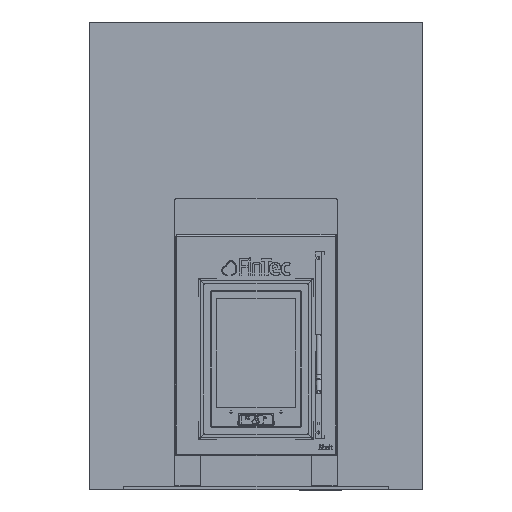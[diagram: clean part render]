
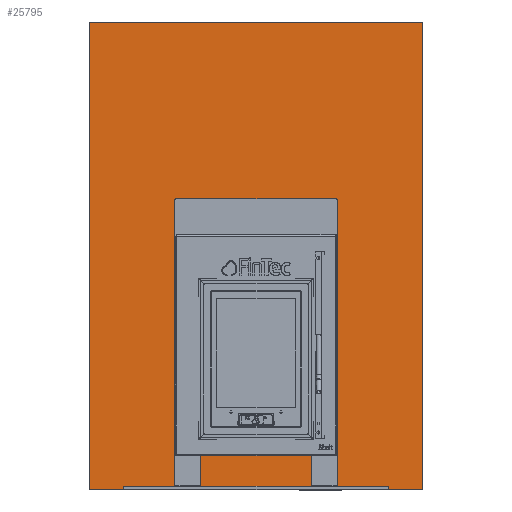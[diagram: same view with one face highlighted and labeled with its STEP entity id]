
A CAD part, top view. The second image highlights one B-rep face of the part: STEP entity #25795.
In plain terms, the highlighted planar face has unit normal (0, 0, 1).
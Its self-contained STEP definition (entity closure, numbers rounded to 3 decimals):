
#1384 = EDGE_CURVE ( 'NONE', #130935, #199868, #282398, .T. ) ;
#8307 = EDGE_CURVE ( 'NONE', #245596, #193519, #206636, .T. ) ;
#11014 = EDGE_LOOP ( 'NONE', ( #166771, #82770, #20595, #243972 ) ) ;
#12115 = DIRECTION ( 'NONE',  ( 0., -1., 0. ) ) ;
#12727 = DIRECTION ( 'NONE',  ( -1., 0., 0. ) ) ;
#12739 = CARTESIAN_POINT ( 'NONE',  ( -235., 760., 195. ) ) ;
#20595 = ORIENTED_EDGE ( 'NONE', *, *, #177323, .F. ) ;
#21189 = CARTESIAN_POINT ( 'NONE',  ( 535., -10., 195. ) ) ;
#22443 = CARTESIAN_POINT ( 'NONE',  ( 235., 150., 195. ) ) ;
#23633 = VECTOR ( 'NONE', #140341, 1000. ) ;
#23932 = VECTOR ( 'NONE', #145737, 1000. ) ;
#25795 = ADVANCED_FACE ( 'NONE', ( #199523, #252942 ), #250887, .F. ) ;
#25992 = EDGE_CURVE ( 'NONE', #103235, #52362, #163678, .T. ) ;
#28134 = VECTOR ( 'NONE', #89853, 1000. ) ;
#42741 = DIRECTION ( 'NONE',  ( -1., 0., 0. ) ) ;
#52362 = VERTEX_POINT ( 'NONE', #196155 ) ;
#55975 = ORIENTED_EDGE ( 'NONE', *, *, #139604, .T. ) ;
#69946 = CARTESIAN_POINT ( 'NONE',  ( -535., -10., 195. ) ) ;
#81560 = LINE ( 'NONE', #21189, #28134 ) ;
#82770 = ORIENTED_EDGE ( 'NONE', *, *, #131896, .F. ) ;
#84465 = LINE ( 'NONE', #236151, #23932 ) ;
#89592 = CARTESIAN_POINT ( 'NONE',  ( -235., 760., 195. ) ) ;
#89853 = DIRECTION ( 'NONE',  ( 0., 1., 0. ) ) ;
#91106 = CARTESIAN_POINT ( 'NONE',  ( -535., 1490., 195. ) ) ;
#92824 = DIRECTION ( 'NONE',  ( -1., 0., 0. ) ) ;
#96529 = ORIENTED_EDGE ( 'NONE', *, *, #25992, .T. ) ;
#97017 = ORIENTED_EDGE ( 'NONE', *, *, #8307, .T. ) ;
#102791 = EDGE_CURVE ( 'NONE', #199868, #150757, #144703, .T. ) ;
#103235 = VERTEX_POINT ( 'NONE', #245480 ) ;
#108140 = VECTOR ( 'NONE', #12115, 1000. ) ;
#115592 = CARTESIAN_POINT ( 'NONE',  ( -535., -10., 195. ) ) ;
#117443 = CARTESIAN_POINT ( 'NONE',  ( -235., 150., 195. ) ) ;
#125387 = LINE ( 'NONE', #115592, #246398 ) ;
#130935 = VERTEX_POINT ( 'NONE', #89592 ) ;
#131896 = EDGE_CURVE ( 'NONE', #279685, #130935, #175549, .T. ) ;
#138492 = DIRECTION ( 'NONE',  ( 0., -1., 0. ) ) ;
#139604 = EDGE_CURVE ( 'NONE', #193519, #103235, #125387, .T. ) ;
#140341 = DIRECTION ( 'NONE',  ( 1., 0., 0. ) ) ;
#144703 = LINE ( 'NONE', #117443, #23633 ) ;
#145394 = DIRECTION ( 'NONE',  ( 1., 0., 0. ) ) ;
#145465 = AXIS2_PLACEMENT_3D ( 'NONE', #69946, #228997, #92824 ) ;
#145737 = DIRECTION ( 'NONE',  ( 0., 1., 0. ) ) ;
#147241 = CARTESIAN_POINT ( 'NONE',  ( -235., 150., 195. ) ) ;
#150757 = VERTEX_POINT ( 'NONE', #22443 ) ;
#153465 = CARTESIAN_POINT ( 'NONE',  ( 535., 1490., 195. ) ) ;
#163678 = LINE ( 'NONE', #212019, #216955 ) ;
#164958 = ORIENTED_EDGE ( 'NONE', *, *, #184291, .T. ) ;
#166771 = ORIENTED_EDGE ( 'NONE', *, *, #1384, .F. ) ;
#175549 = LINE ( 'NONE', #225599, #275197 ) ;
#177323 = EDGE_CURVE ( 'NONE', #150757, #279685, #84465, .T. ) ;
#184291 = EDGE_CURVE ( 'NONE', #52362, #245596, #81560, .T. ) ;
#193519 = VERTEX_POINT ( 'NONE', #91106 ) ;
#196155 = CARTESIAN_POINT ( 'NONE',  ( 535., -10., 195. ) ) ;
#199523 = FACE_OUTER_BOUND ( 'NONE', #243829, .T. ) ;
#199868 = VERTEX_POINT ( 'NONE', #147241 ) ;
#206636 = LINE ( 'NONE', #220957, #259947 ) ;
#212019 = CARTESIAN_POINT ( 'NONE',  ( -535., -10., 195. ) ) ;
#216955 = VECTOR ( 'NONE', #145394, 1000. ) ;
#220957 = CARTESIAN_POINT ( 'NONE',  ( -535., 1490., 195. ) ) ;
#225599 = CARTESIAN_POINT ( 'NONE',  ( -235., 760., 195. ) ) ;
#228997 = DIRECTION ( 'NONE',  ( 0., 0., -1. ) ) ;
#236151 = CARTESIAN_POINT ( 'NONE',  ( 235., 760., 195. ) ) ;
#243829 = EDGE_LOOP ( 'NONE', ( #55975, #96529, #164958, #97017 ) ) ;
#243972 = ORIENTED_EDGE ( 'NONE', *, *, #102791, .F. ) ;
#245480 = CARTESIAN_POINT ( 'NONE',  ( -535., -10., 195. ) ) ;
#245596 = VERTEX_POINT ( 'NONE', #153465 ) ;
#246398 = VECTOR ( 'NONE', #138492, 1000. ) ;
#250887 = PLANE ( 'NONE',  #145465 ) ;
#252942 = FACE_BOUND ( 'NONE', #11014, .T. ) ;
#259947 = VECTOR ( 'NONE', #12727, 1000. ) ;
#267900 = CARTESIAN_POINT ( 'NONE',  ( 235., 760., 195. ) ) ;
#275197 = VECTOR ( 'NONE', #42741, 1000. ) ;
#279685 = VERTEX_POINT ( 'NONE', #267900 ) ;
#282398 = LINE ( 'NONE', #12739, #108140 ) ;
